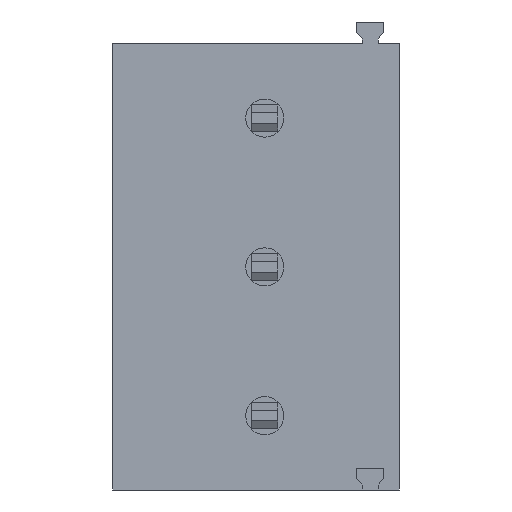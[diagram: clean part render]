
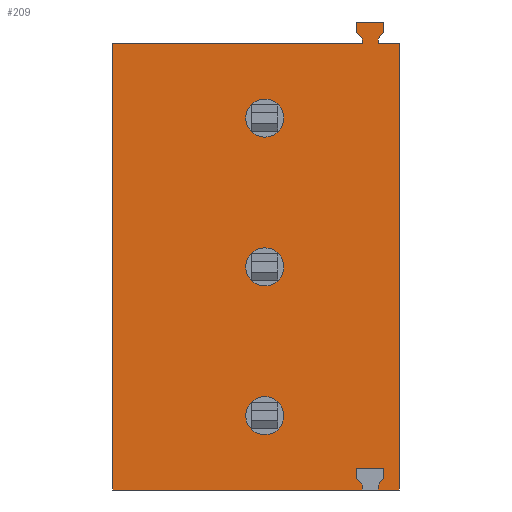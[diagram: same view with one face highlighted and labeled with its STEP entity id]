
A CAD part, front view. The second image highlights one B-rep face of the part: STEP entity #209.
In plain terms, the highlighted planar face has unit normal (0, -1, 0).
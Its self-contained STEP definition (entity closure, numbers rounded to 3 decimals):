
#209=ADVANCED_FACE('',(#543,#544,#545,#546),#547,.T.);
#543=FACE_OUTER_BOUND('',#1016,.T.);
#544=FACE_BOUND('',#1017,.T.);
#545=FACE_BOUND('',#1018,.T.);
#546=FACE_BOUND('',#1019,.T.);
#547=PLANE('',#1020);
#1016=EDGE_LOOP('',(#1573,#1574,#1575,#1576,#1577,#1578,#1579,#1580,#1581,#1582,#1583,#1584,#1585,#1586,#1587,#1588,#1589,#1590,#1591,#1592));
#1017=EDGE_LOOP('',(#1593,#1594));
#1018=EDGE_LOOP('',(#1595,#1596));
#1019=EDGE_LOOP('',(#1597,#1598));
#1020=AXIS2_PLACEMENT_3D('',#1599,#1600,#1601);
#1573=ORIENTED_EDGE('',*,*,#2847,.T.);
#1574=ORIENTED_EDGE('',*,*,#2848,.T.);
#1575=ORIENTED_EDGE('',*,*,#2849,.T.);
#1576=ORIENTED_EDGE('',*,*,#2850,.F.);
#1577=ORIENTED_EDGE('',*,*,#2851,.F.);
#1578=ORIENTED_EDGE('',*,*,#2852,.F.);
#1579=ORIENTED_EDGE('',*,*,#2853,.T.);
#1580=ORIENTED_EDGE('',*,*,#2854,.F.);
#1581=ORIENTED_EDGE('',*,*,#2855,.F.);
#1582=ORIENTED_EDGE('',*,*,#2856,.T.);
#1583=ORIENTED_EDGE('',*,*,#2857,.F.);
#1584=ORIENTED_EDGE('',*,*,#2858,.F.);
#1585=ORIENTED_EDGE('',*,*,#2859,.T.);
#1586=ORIENTED_EDGE('',*,*,#2860,.T.);
#1587=ORIENTED_EDGE('',*,*,#2861,.T.);
#1588=ORIENTED_EDGE('',*,*,#2862,.T.);
#1589=ORIENTED_EDGE('',*,*,#2863,.T.);
#1590=ORIENTED_EDGE('',*,*,#2864,.T.);
#1591=ORIENTED_EDGE('',*,*,#2865,.T.);
#1592=ORIENTED_EDGE('',*,*,#2866,.F.);
#1593=ORIENTED_EDGE('',*,*,#2867,.F.);
#1594=ORIENTED_EDGE('',*,*,#2868,.F.);
#1595=ORIENTED_EDGE('',*,*,#2869,.F.);
#1596=ORIENTED_EDGE('',*,*,#2870,.F.);
#1597=ORIENTED_EDGE('',*,*,#2871,.F.);
#1598=ORIENTED_EDGE('',*,*,#2872,.F.);
#1599=CARTESIAN_POINT('',(-6.422,0.0,-2.893));
#1600=DIRECTION('',(0.0,-1.0,0.0));
#1601=DIRECTION('',(0.0,0.0,-1.0));
#2847=EDGE_CURVE('',#3420,#3421,#3422,.T.);
#2848=EDGE_CURVE('',#3421,#3423,#3424,.T.);
#2849=EDGE_CURVE('',#3423,#3425,#3426,.T.);
#2850=EDGE_CURVE('',#3427,#3425,#3428,.T.);
#2851=EDGE_CURVE('',#3429,#3427,#3430,.T.);
#2852=EDGE_CURVE('',#3431,#3429,#3432,.T.);
#2853=EDGE_CURVE('',#3431,#3433,#3434,.T.);
#2854=EDGE_CURVE('',#3435,#3433,#3436,.T.);
#2855=EDGE_CURVE('',#3437,#3435,#3438,.T.);
#2856=EDGE_CURVE('',#3437,#3439,#3440,.T.);
#2857=EDGE_CURVE('',#3441,#3439,#3442,.T.);
#2858=EDGE_CURVE('',#3443,#3441,#3444,.T.);
#2859=EDGE_CURVE('',#3443,#3445,#3446,.T.);
#2860=EDGE_CURVE('',#3445,#3447,#3448,.T.);
#2861=EDGE_CURVE('',#3447,#3449,#3450,.T.);
#2862=EDGE_CURVE('',#3449,#3451,#3452,.T.);
#2863=EDGE_CURVE('',#3451,#3453,#3454,.T.);
#2864=EDGE_CURVE('',#3453,#3455,#3456,.T.);
#2865=EDGE_CURVE('',#3455,#3457,#3458,.T.);
#2866=EDGE_CURVE('',#3420,#3457,#3459,.T.);
#2867=EDGE_CURVE('',#3460,#3461,#3462,.T.);
#2868=EDGE_CURVE('',#3461,#3460,#3463,.T.);
#2869=EDGE_CURVE('',#3464,#3465,#3466,.T.);
#2870=EDGE_CURVE('',#3465,#3464,#3467,.T.);
#2871=EDGE_CURVE('',#3468,#3469,#3470,.T.);
#2872=EDGE_CURVE('',#3469,#3468,#3471,.T.);
#3420=VERTEX_POINT('',#4230);
#3421=VERTEX_POINT('',#4231);
#3422=LINE('',#4232,#4233);
#3423=VERTEX_POINT('',#4234);
#3424=LINE('',#4235,#4236);
#3425=VERTEX_POINT('',#4237);
#3426=LINE('',#4238,#4239);
#3427=VERTEX_POINT('',#4240);
#3428=LINE('',#4241,#4242);
#3429=VERTEX_POINT('',#4243);
#3430=LINE('',#4244,#4245);
#3431=VERTEX_POINT('',#4246);
#3432=LINE('',#4247,#4248);
#3433=VERTEX_POINT('',#4249);
#3434=LINE('',#4250,#4251);
#3435=VERTEX_POINT('',#4252);
#3436=LINE('',#4253,#4254);
#3437=VERTEX_POINT('',#4255);
#3438=LINE('',#4256,#4257);
#3439=VERTEX_POINT('',#4258);
#3440=LINE('',#4259,#4260);
#3441=VERTEX_POINT('',#4261);
#3442=LINE('',#4262,#4263);
#3443=VERTEX_POINT('',#4264);
#3444=LINE('',#4265,#4266);
#3445=VERTEX_POINT('',#4267);
#3446=LINE('',#4268,#4269);
#3447=VERTEX_POINT('',#4270);
#3448=LINE('',#4271,#4272);
#3449=VERTEX_POINT('',#4273);
#3450=LINE('',#4274,#4275);
#3451=VERTEX_POINT('',#4276);
#3452=LINE('',#4277,#4278);
#3453=VERTEX_POINT('',#4279);
#3454=LINE('',#4280,#4281);
#3455=VERTEX_POINT('',#4282);
#3456=LINE('',#4283,#4284);
#3457=VERTEX_POINT('',#4285);
#3458=LINE('',#4286,#4287);
#3459=LINE('',#4288,#4289);
#3460=VERTEX_POINT('',#4290);
#3461=VERTEX_POINT('',#4291);
#3462=CIRCLE('',#4292,0.65);
#3463=CIRCLE('',#4293,0.65);
#3464=VERTEX_POINT('',#4294);
#3465=VERTEX_POINT('',#4295);
#3466=CIRCLE('',#4296,0.65);
#3467=CIRCLE('',#4297,0.65);
#3468=VERTEX_POINT('',#4298);
#3469=VERTEX_POINT('',#4299);
#3470=CIRCLE('',#4300,0.65);
#3471=CIRCLE('',#4301,0.65);
#4230=CARTESIAN_POINT('',(0.536,0.0,-15.981));
#4231=CARTESIAN_POINT('',(0.536,0.0,-0.741));
#4232=CARTESIAN_POINT('',(0.536,0.0,-8.281));
#4233=VECTOR('',#5219,1.0);
#4234=CARTESIAN_POINT('',(-0.195,0.0,-0.741));
#4235=CARTESIAN_POINT('',(-62.994,0.0,-0.741));
#4236=VECTOR('',#5220,1.0);
#4237=CARTESIAN_POINT('',(-0.195,0.0,-0.574));
#4238=CARTESIAN_POINT('',(-0.195,0.0,-8.281));
#4239=VECTOR('',#5221,1.0);
#4240=CARTESIAN_POINT('',(0.0,0.0,-0.342));
#4241=CARTESIAN_POINT('',(-6.676,0.0,-8.281));
#4242=VECTOR('',#5222,1.0);
#4243=CARTESIAN_POINT('',(0.0,0.0,0.0));
#4244=CARTESIAN_POINT('',(0.0,0.0,-8.281));
#4245=VECTOR('',#5223,1.0);
#4246=CARTESIAN_POINT('',(-0.928,0.0,0.0));
#4247=CARTESIAN_POINT('',(-62.994,0.0,0.0));
#4248=VECTOR('',#5224,1.0);
#4249=CARTESIAN_POINT('',(-0.928,0.0,-0.342));
#4250=CARTESIAN_POINT('',(-0.928,0.0,-8.281));
#4251=VECTOR('',#5225,1.0);
#4252=CARTESIAN_POINT('',(-0.733,0.0,-0.574));
#4253=CARTESIAN_POINT('',(5.748,0.0,-8.281));
#4254=VECTOR('',#5226,1.0);
#4255=CARTESIAN_POINT('',(-0.733,0.0,-0.741));
#4256=CARTESIAN_POINT('',(-0.733,0.0,-8.281));
#4257=VECTOR('',#5227,1.0);
#4258=CARTESIAN_POINT('',(-9.264,0.0,-0.741));
#4259=CARTESIAN_POINT('',(-62.994,0.0,-0.741));
#4260=VECTOR('',#5228,1.0);
#4261=CARTESIAN_POINT('',(-9.264,0.0,-15.981));
#4262=CARTESIAN_POINT('',(-9.264,0.0,-8.281));
#4263=VECTOR('',#5229,1.0);
#4264=CARTESIAN_POINT('',(-0.733,0.0,-15.981));
#4265=CARTESIAN_POINT('',(-62.994,0.0,-15.981));
#4266=VECTOR('',#5230,1.0);
#4267=CARTESIAN_POINT('',(-0.733,0.0,-15.814));
#4268=CARTESIAN_POINT('',(-0.733,0.0,-13.361));
#4269=VECTOR('',#5231,1.0);
#4270=CARTESIAN_POINT('',(-0.928,0.0,-15.582));
#4271=CARTESIAN_POINT('',(-2.796,0.0,-13.361));
#4272=VECTOR('',#5232,1.0);
#4273=CARTESIAN_POINT('',(-0.928,0.0,-15.24));
#4274=CARTESIAN_POINT('',(-0.928,0.0,-13.361));
#4275=VECTOR('',#5233,1.0);
#4276=CARTESIAN_POINT('',(0.0,0.0,-15.24));
#4277=CARTESIAN_POINT('',(-62.994,0.0,-15.24));
#4278=VECTOR('',#5234,1.0);
#4279=CARTESIAN_POINT('',(0.0,0.0,-15.582));
#4280=CARTESIAN_POINT('',(0.0,0.0,-13.361));
#4281=VECTOR('',#5235,1.0);
#4282=CARTESIAN_POINT('',(-0.195,0.0,-15.814));
#4283=CARTESIAN_POINT('',(1.867,0.0,-13.361));
#4284=VECTOR('',#5236,1.0);
#4285=CARTESIAN_POINT('',(-0.195,0.0,-15.981));
#4286=CARTESIAN_POINT('',(-0.195,0.0,-13.361));
#4287=VECTOR('',#5237,1.0);
#4288=CARTESIAN_POINT('',(-62.994,0.0,-15.981));
#4289=VECTOR('',#5238,1.0);
#4290=CARTESIAN_POINT('',(-3.414,0.0,-3.281));
#4291=CARTESIAN_POINT('',(-4.714,0.0,-3.281));
#4292=AXIS2_PLACEMENT_3D('',#5239,#5240,#5241);
#4293=AXIS2_PLACEMENT_3D('',#5242,#5243,#5244);
#4294=CARTESIAN_POINT('',(-3.414,0.0,-13.441));
#4295=CARTESIAN_POINT('',(-4.714,0.0,-13.441));
#4296=AXIS2_PLACEMENT_3D('',#5245,#5246,#5247);
#4297=AXIS2_PLACEMENT_3D('',#5248,#5249,#5250);
#4298=CARTESIAN_POINT('',(-3.414,0.0,-8.361));
#4299=CARTESIAN_POINT('',(-4.714,0.0,-8.361));
#4300=AXIS2_PLACEMENT_3D('',#5251,#5252,#5253);
#4301=AXIS2_PLACEMENT_3D('',#5254,#5255,#5256);
#5219=DIRECTION('',(0.,0.0,1.0));
#5220=DIRECTION('',(-1.0,0.0,0.));
#5221=DIRECTION('',(0.,0.0,1.0));
#5222=DIRECTION('',(-0.644,0.0,-0.765));
#5223=DIRECTION('',(0.,0.0,-1.0));
#5224=DIRECTION('',(1.0,0.0,0.));
#5225=DIRECTION('',(0.,0.0,-1.0));
#5226=DIRECTION('',(-0.644,0.0,0.765));
#5227=DIRECTION('',(0.,0.0,1.0));
#5228=DIRECTION('',(-1.0,0.0,0.));
#5229=DIRECTION('',(0.,0.0,1.0));
#5230=DIRECTION('',(-1.0,0.0,0.));
#5231=DIRECTION('',(0.,0.0,1.0));
#5232=DIRECTION('',(-0.644,0.0,0.765));
#5233=DIRECTION('',(0.,0.0,1.0));
#5234=DIRECTION('',(1.0,0.0,0.));
#5235=DIRECTION('',(0.,0.0,-1.0));
#5236=DIRECTION('',(-0.644,0.0,-0.765));
#5237=DIRECTION('',(0.,0.0,-1.0));
#5238=DIRECTION('',(-1.0,0.0,0.));
#5239=CARTESIAN_POINT('',(-4.064,0.0,-3.281));
#5240=DIRECTION('',(0.0,-1.0,0.0));
#5241=DIRECTION('',(1.0,0.0,0.0));
#5242=CARTESIAN_POINT('',(-4.064,0.0,-3.281));
#5243=DIRECTION('',(0.0,-1.0,0.0));
#5244=DIRECTION('',(1.0,0.0,0.0));
#5245=CARTESIAN_POINT('',(-4.064,0.0,-13.441));
#5246=DIRECTION('',(0.0,-1.0,0.0));
#5247=DIRECTION('',(1.0,0.0,0.0));
#5248=CARTESIAN_POINT('',(-4.064,0.0,-13.441));
#5249=DIRECTION('',(0.0,-1.0,0.0));
#5250=DIRECTION('',(1.0,0.0,0.0));
#5251=CARTESIAN_POINT('',(-4.064,0.0,-8.361));
#5252=DIRECTION('',(0.0,-1.0,0.0));
#5253=DIRECTION('',(1.0,0.0,0.0));
#5254=CARTESIAN_POINT('',(-4.064,0.0,-8.361));
#5255=DIRECTION('',(0.0,-1.0,0.0));
#5256=DIRECTION('',(1.0,0.0,0.0));
